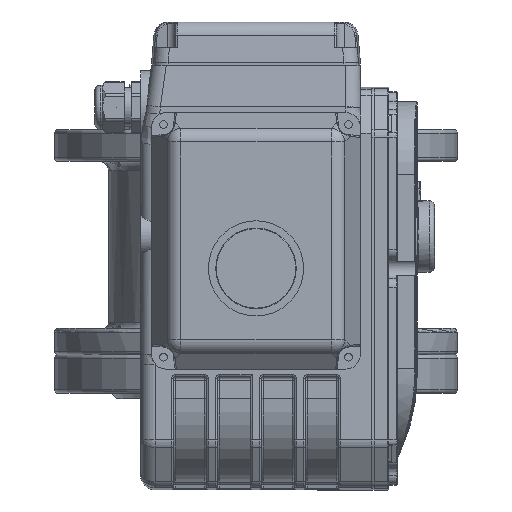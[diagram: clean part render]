
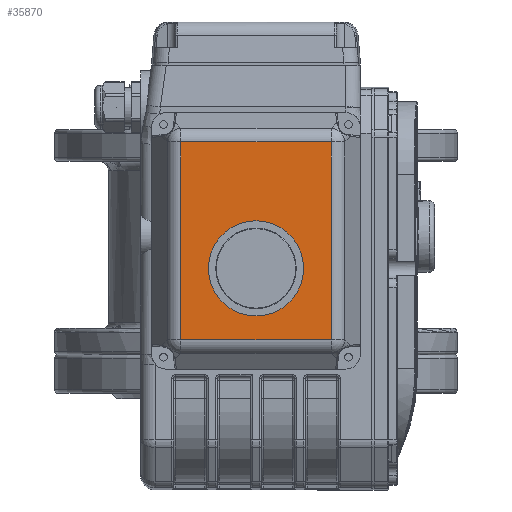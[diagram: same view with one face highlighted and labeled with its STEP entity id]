
A CAD part, front view. The second image highlights one B-rep face of the part: STEP entity #35870.
In plain terms, the highlighted face is planar.
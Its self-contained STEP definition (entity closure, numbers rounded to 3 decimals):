
#1833=LINE('',#66848,#4467);
#1836=LINE('',#66855,#4470);
#1837=LINE('',#66868,#4471);
#1840=LINE('',#66874,#4474);
#4467=VECTOR('',#46258,1000.);
#4470=VECTOR('',#46265,1000.);
#4471=VECTOR('',#46282,1000.);
#4474=VECTOR('',#46289,1000.);
#6444=PLANE('',#39199);
#12814=ORIENTED_EDGE('',*,*,#20237,.F.);
#12815=ORIENTED_EDGE('',*,*,#20185,.T.);
#12816=ORIENTED_EDGE('',*,*,#20175,.T.);
#12817=ORIENTED_EDGE('',*,*,#20171,.T.);
#12818=ORIENTED_EDGE('',*,*,#20181,.T.);
#20171=EDGE_CURVE('',#24283,#24285,#1833,.T.);
#20175=EDGE_CURVE('',#24286,#24283,#1836,.T.);
#20181=EDGE_CURVE('',#24285,#24291,#1837,.T.);
#20185=EDGE_CURVE('',#24291,#24286,#1840,.T.);
#20237=EDGE_CURVE('',#24315,#24315,#27098,.T.);
#24283=VERTEX_POINT('',#66842);
#24285=VERTEX_POINT('',#66847);
#24286=VERTEX_POINT('',#66852);
#24291=VERTEX_POINT('',#66867);
#24315=VERTEX_POINT('',#66987);
#27098=CIRCLE('',#39200,26.);
#29026=EDGE_LOOP('',(#12814));
#29027=EDGE_LOOP('',(#12815,#12816,#12817,#12818));
#31505=FACE_BOUND('',#29026,.T.);
#31506=FACE_BOUND('',#29027,.T.);
#35870=ADVANCED_FACE('',(#31505,#31506),#6444,.T.);
#39199=AXIS2_PLACEMENT_3D('',#66985,#46400,#46401);
#39200=AXIS2_PLACEMENT_3D('',#66986,#46402,#46403);
#46258=DIRECTION('',(0.,0.,-1.));
#46265=DIRECTION('',(1.,0.,0.));
#46282=DIRECTION('',(-1.,0.,0.));
#46289=DIRECTION('',(0.,0.,1.));
#46400=DIRECTION('',(0.,1.,0.));
#46401=DIRECTION('',(0.,0.,1.));
#46402=DIRECTION('',(0.,1.,0.));
#46403=DIRECTION('',(0.,0.,1.));
#66842=CARTESIAN_POINT('',(41.025,36.5,54.025));
#66847=CARTESIAN_POINT('',(41.025,36.5,-54.025));
#66848=CARTESIAN_POINT('',(41.025,36.5,-59.627));
#66852=CARTESIAN_POINT('',(-41.025,36.5,54.025));
#66855=CARTESIAN_POINT('',(46.627,36.5,54.025));
#66867=CARTESIAN_POINT('',(-41.025,36.5,-54.025));
#66868=CARTESIAN_POINT('',(-46.627,36.5,-54.025));
#66874=CARTESIAN_POINT('',(-41.025,36.5,59.627));
#66985=CARTESIAN_POINT('',(0.,36.5,0.));
#66986=CARTESIAN_POINT('',(0.,36.5,15.));
#66987=CARTESIAN_POINT('',(0.,36.5,41.));
